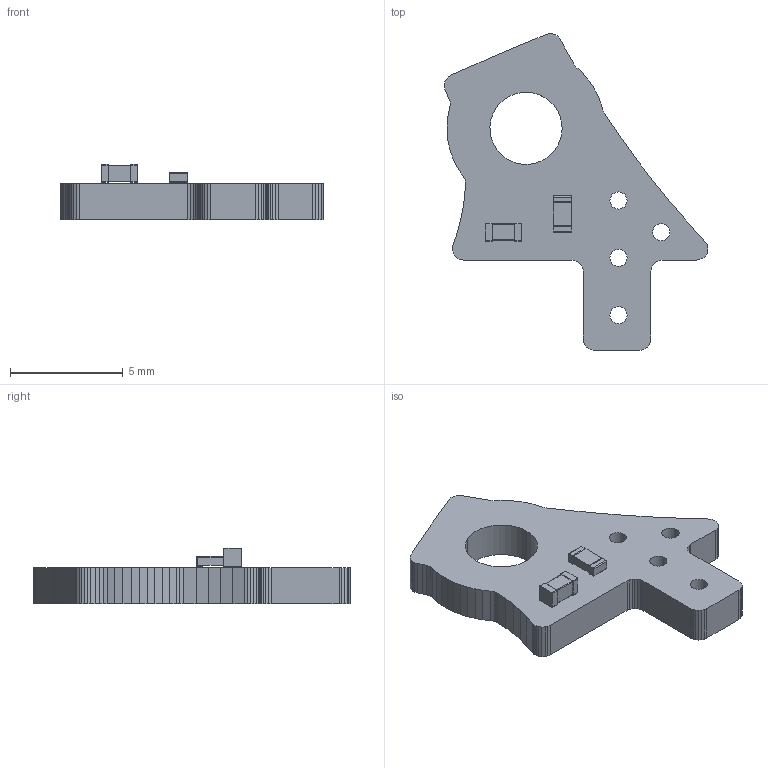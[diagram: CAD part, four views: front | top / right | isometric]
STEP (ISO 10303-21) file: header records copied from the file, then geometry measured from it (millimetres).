
FILE_DESCRIPTION(('KiCad electronic assembly'),'2;1');
FILE_NAME('ball-catch-left-unit.step','2024-04-27T21:24:11',('Pcbnew'),( 'Kicad'),'Open CASCADE STEP processor 7.6','KiCad to STEP converter' ,'Unknown');
FILE_SCHEMA(('AUTOMOTIVE_DESIGN { 1 0 10303 214 1 1 1 1 }'));
Length unit declared in the file: millimetre
Products named in the file (6): ball-catch-left-unit 1; R_0603_1608Metric; SOLID; C_0603_1608Metric; ball-catch-left-unit PCB
Assembly tree (5 placements, depth 3):
  ball-catch-left-unit 1
    R_0603_1608Metric
      SOLID
    C_0603_1608Metric
      SOLID
    ball-catch-left-unit PCB
Bounding box: 11.69 x 14.04 x 2.45 mm (x, y, z)
Volume: 125.2 mm3; surface area: 267.3 mm2
Topology: 3 solids, 3 shells, 159 faces, 447 edges, 296 vertices
Faces by surface type: plane 131, cylinder 28
Full cylindrical faces by diameter (mm): 0.762 x4
Entity records: 11495 total; most frequent: CARTESIAN_POINT 2010, DIRECTION 1687, LINE 1229, VECTOR 1229, ORIENTED_EDGE 894, PCURVE 894, DEFINITIONAL_REPRESENTATION 894, EDGE_CURVE 447
